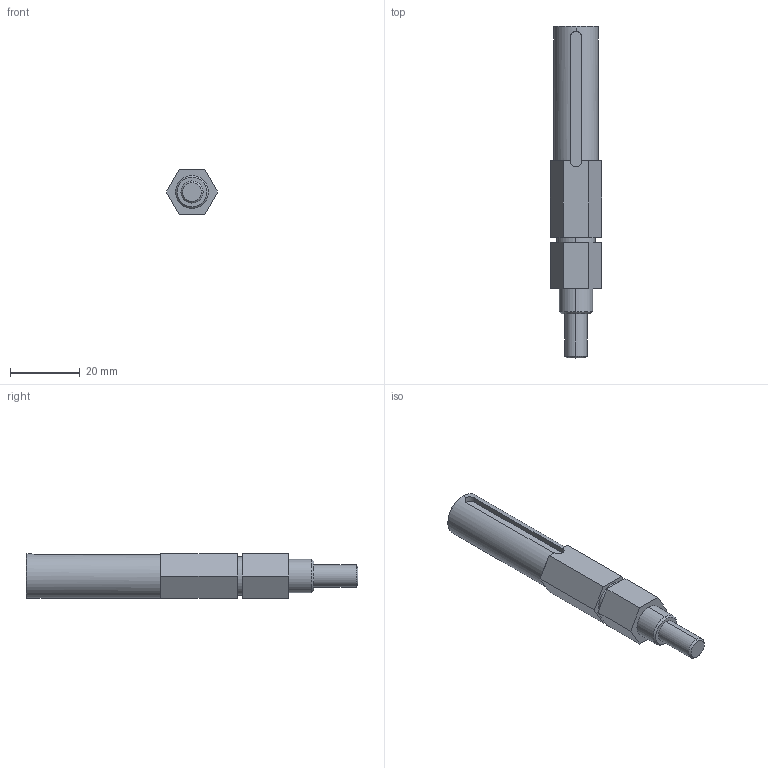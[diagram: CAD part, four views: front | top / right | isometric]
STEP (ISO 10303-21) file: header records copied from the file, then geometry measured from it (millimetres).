
FILE_DESCRIPTION (( 'STEP AP214' ), '1' );
FILE_NAME ('am-0506 500 Key Output Shaft for Toughbox Nano.STEP', '2014-08-20T21:06:10', ( '' ), ( '' ), 'SwSTEP 2.0', 'SolidWorks 2014', '' );
FILE_SCHEMA (( 'AUTOMOTIVE_DESIGN' ));
Length unit declared in the file: inch
Products named in the file (1): am-0506 500 Key Output Shaft for Toughbox Nano
Bounding box: 14.66 x 95.12 x 12.7 mm (x, y, z)
Volume: 10376.7 mm3; surface area: 4264.3 mm2
Topology: 1 solids, 1 shells, 42 faces, 100 edges, 63 vertices
Faces by surface type: plane 22, cylinder 12, cone 8
Entity records: 1257 total; most frequent: CARTESIAN_POINT 230, DIRECTION 211, ORIENTED_EDGE 196, EDGE_CURVE 98, AXIS2_PLACEMENT_3D 72, LINE 67, VECTOR 67, VERTEX_POINT 63
